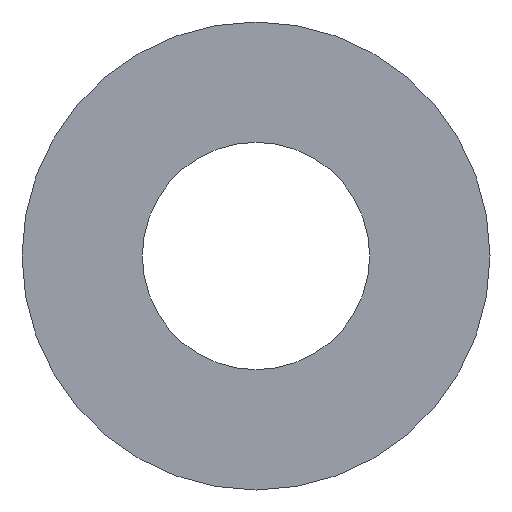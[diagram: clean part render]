
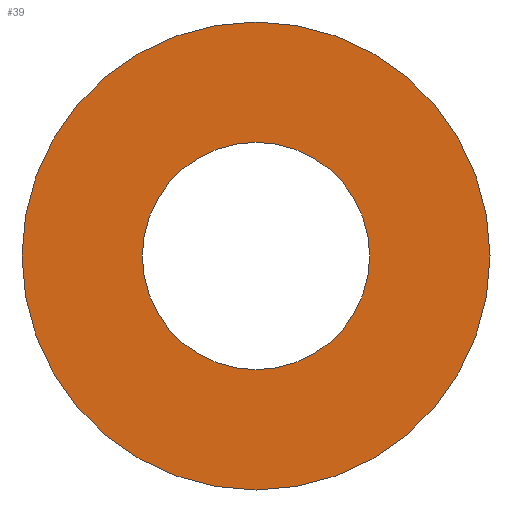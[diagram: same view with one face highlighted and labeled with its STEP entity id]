
A CAD part, front view. The second image highlights one B-rep face of the part: STEP entity #39.
In plain terms, the highlighted planar face has unit normal (0, -1, 0).
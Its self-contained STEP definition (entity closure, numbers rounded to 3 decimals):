
#3 = EDGE_CURVE ( 'NONE', #145, #88, #103, .T. ) ;
#9 = DIRECTION ( 'NONE',  ( 0., 0., 1. ) ) ;
#11 = AXIS2_PLACEMENT_3D ( 'NONE', #46, #94, #9 ) ;
#15 = CARTESIAN_POINT ( 'NONE',  ( 0., 0., 17.5 ) ) ;
#21 = EDGE_CURVE ( 'NONE', #68, #70, #109, .T. ) ;
#22 = AXIS2_PLACEMENT_3D ( 'NONE', #142, #45, #132 ) ;
#23 = ORIENTED_EDGE ( 'NONE', *, *, #25, .T. ) ;
#25 = EDGE_CURVE ( 'NONE', #70, #68, #192, .T. ) ;
#29 = DIRECTION ( 'NONE',  ( 0., 1., 0. ) ) ;
#30 = CARTESIAN_POINT ( 'NONE',  ( 0., 0., 0. ) ) ;
#39 = ADVANCED_FACE ( 'NONE', ( #47, #147 ), #122, .F. ) ;
#41 = EDGE_LOOP ( 'NONE', ( #141, #172 ) ) ;
#44 = AXIS2_PLACEMENT_3D ( 'NONE', #30, #110, #178 ) ;
#45 = DIRECTION ( 'NONE',  ( 0., 1., 0. ) ) ;
#46 = CARTESIAN_POINT ( 'NONE',  ( 0., 0., 0. ) ) ;
#47 = FACE_OUTER_BOUND ( 'NONE', #41, .T. ) ;
#55 = EDGE_CURVE ( 'NONE', #88, #145, #96, .T. ) ;
#62 = DIRECTION ( 'NONE',  ( 0., 1., 0. ) ) ;
#66 = AXIS2_PLACEMENT_3D ( 'NONE', #108, #29, #93 ) ;
#68 = VERTEX_POINT ( 'NONE', #158 ) ;
#70 = VERTEX_POINT ( 'NONE', #162 ) ;
#75 = CARTESIAN_POINT ( 'NONE',  ( 0., 0., -17.5 ) ) ;
#88 = VERTEX_POINT ( 'NONE', #75 ) ;
#93 = DIRECTION ( 'NONE',  ( 0., 0., 1. ) ) ;
#94 = DIRECTION ( 'NONE',  ( 0., 1., 0. ) ) ;
#96 = CIRCLE ( 'NONE', #11, 17.5 ) ;
#103 = CIRCLE ( 'NONE', #66, 17.5 ) ;
#108 = CARTESIAN_POINT ( 'NONE',  ( 0., 0., 0. ) ) ;
#109 = CIRCLE ( 'NONE', #44, 8.5 ) ;
#110 = DIRECTION ( 'NONE',  ( 0., 1., 0. ) ) ;
#122 = PLANE ( 'NONE',  #151 ) ;
#129 = EDGE_LOOP ( 'NONE', ( #23, #130 ) ) ;
#130 = ORIENTED_EDGE ( 'NONE', *, *, #21, .T. ) ;
#132 = DIRECTION ( 'NONE',  ( 0., 0., 1. ) ) ;
#141 = ORIENTED_EDGE ( 'NONE', *, *, #55, .F. ) ;
#142 = CARTESIAN_POINT ( 'NONE',  ( 0., 0., 0. ) ) ;
#145 = VERTEX_POINT ( 'NONE', #15 ) ;
#147 = FACE_BOUND ( 'NONE', #129, .T. ) ;
#151 = AXIS2_PLACEMENT_3D ( 'NONE', #193, #62, #195 ) ;
#158 = CARTESIAN_POINT ( 'NONE',  ( 0., 0., 8.5 ) ) ;
#162 = CARTESIAN_POINT ( 'NONE',  ( 0., 0., -8.5 ) ) ;
#172 = ORIENTED_EDGE ( 'NONE', *, *, #3, .F. ) ;
#178 = DIRECTION ( 'NONE',  ( 0., 0., 1. ) ) ;
#192 = CIRCLE ( 'NONE', #22, 8.5 ) ;
#193 = CARTESIAN_POINT ( 'NONE',  ( 0., 0., 0. ) ) ;
#195 = DIRECTION ( 'NONE',  ( 0., 0., 1. ) ) ;
